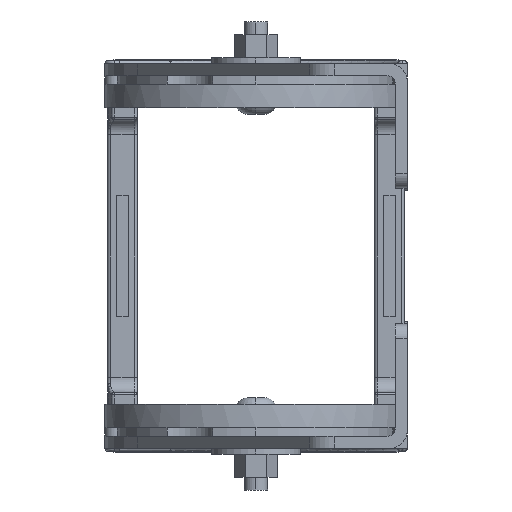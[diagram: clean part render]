
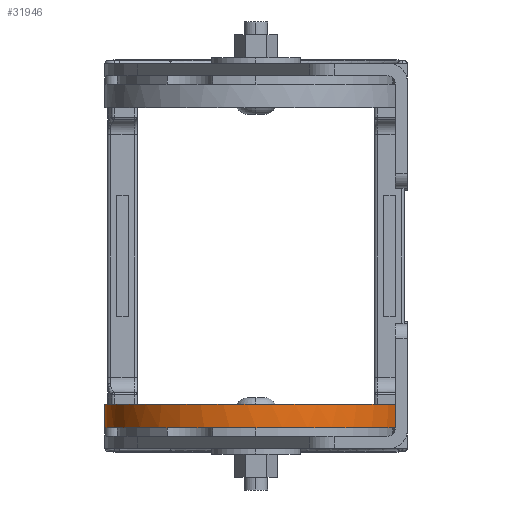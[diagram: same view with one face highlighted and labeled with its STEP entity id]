
A CAD part, left-side view. The second image highlights one B-rep face of the part: STEP entity #31946.
In plain terms, the highlighted cylindrical face has radius 51.061 mm (diameter 102.122 mm), a partial arc.
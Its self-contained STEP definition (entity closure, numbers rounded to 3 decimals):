
#1738 = EDGE_LOOP ( 'NONE', ( #29800, #49427, #56237, #30918 ) ) ;
#1899 = AXIS2_PLACEMENT_3D ( 'NONE', #45558, #53769, #10797 ) ;
#3111 = CARTESIAN_POINT ( 'NONE',  ( -54.292, 51.262, -295.055 ) ) ;
#3537 = LINE ( 'NONE', #44670, #51315 ) ;
#3749 = CARTESIAN_POINT ( 'NONE',  ( -54.292, 0.201, -303.055 ) ) ;
#5376 = EDGE_CURVE ( 'NONE', #24692, #14215, #6552, .T. ) ;
#6552 = LINE ( 'NONE', #30390, #10664 ) ;
#9320 =( BOUNDED_CURVE ( )  B_SPLINE_CURVE ( 3, ( #9376, #9566, #22689, #27056 ),
 .UNSPECIFIED., .F., .T. ) 
 B_SPLINE_CURVE_WITH_KNOTS ( ( 4, 4 ),
 ( 0., 1. ),
 .UNSPECIFIED. ) 
 CURVE ( )  GEOMETRIC_REPRESENTATION_ITEM ( )  RATIONAL_B_SPLINE_CURVE ( ( 1., 0.333, 0.333, 1. ) ) 
 REPRESENTATION_ITEM ( '' )  );
#9376 = CARTESIAN_POINT ( 'NONE',  ( -54.292, -50.86, -295.055 ) ) ;
#9566 = CARTESIAN_POINT ( 'NONE',  ( -156.414, -50.86, -295.055 ) ) ;
#10664 = VECTOR ( 'NONE', #13638, 1000. ) ;
#10797 = DIRECTION ( 'NONE',  ( 0., -1., 0. ) ) ;
#12483 = DIRECTION ( 'NONE',  ( 0., 0., -1. ) ) ;
#13443 = CARTESIAN_POINT ( 'NONE',  ( -54.292, -50.86, -295.055 ) ) ;
#13638 = DIRECTION ( 'NONE',  ( 0., 0., -1. ) ) ;
#14215 = VERTEX_POINT ( 'NONE', #42050 ) ;
#16844 = DIRECTION ( 'NONE',  ( -1., 0., 0. ) ) ;
#17017 = FACE_OUTER_BOUND ( 'NONE', #1738, .T. ) ;
#20017 = VERTEX_POINT ( 'NONE', #13443 ) ;
#20020 = VERTEX_POINT ( 'NONE', #39214 ) ;
#22689 = CARTESIAN_POINT ( 'NONE',  ( -156.414, 51.262, -295.055 ) ) ;
#24692 = VERTEX_POINT ( 'NONE', #3111 ) ;
#27056 = CARTESIAN_POINT ( 'NONE',  ( -54.292, 51.262, -295.055 ) ) ;
#29800 = ORIENTED_EDGE ( 'NONE', *, *, #39302, .F. ) ;
#30390 = CARTESIAN_POINT ( 'NONE',  ( -54.292, 51.262, -295.055 ) ) ;
#30918 = ORIENTED_EDGE ( 'NONE', *, *, #38660, .F. ) ;
#31946 = ADVANCED_FACE ( 'NONE', ( #17017 ), #34745, .T. ) ;
#34745 = CYLINDRICAL_SURFACE ( 'NONE', #1899, 51.061 ) ;
#38660 = EDGE_CURVE ( 'NONE', #20020, #14215, #47960, .T. ) ;
#39214 = CARTESIAN_POINT ( 'NONE',  ( -54.292, -50.86, -303.055 ) ) ;
#39302 = EDGE_CURVE ( 'NONE', #20017, #20020, #3537, .T. ) ;
#40643 = DIRECTION ( 'NONE',  ( 0., 0., -1. ) ) ;
#42050 = CARTESIAN_POINT ( 'NONE',  ( -54.292, 51.262, -303.055 ) ) ;
#44670 = CARTESIAN_POINT ( 'NONE',  ( -54.292, -50.86, -295.055 ) ) ;
#45558 = CARTESIAN_POINT ( 'NONE',  ( -54.292, 0.201, -295.055 ) ) ;
#47960 = CIRCLE ( 'NONE', #48277, 51.061 ) ;
#48277 = AXIS2_PLACEMENT_3D ( 'NONE', #3749, #12483, #16844 ) ;
#49427 = ORIENTED_EDGE ( 'NONE', *, *, #55187, .T. ) ;
#51315 = VECTOR ( 'NONE', #40643, 1000. ) ;
#53769 = DIRECTION ( 'NONE',  ( 0., 0., -1. ) ) ;
#55187 = EDGE_CURVE ( 'NONE', #20017, #24692, #9320, .T. ) ;
#56237 = ORIENTED_EDGE ( 'NONE', *, *, #5376, .T. ) ;
